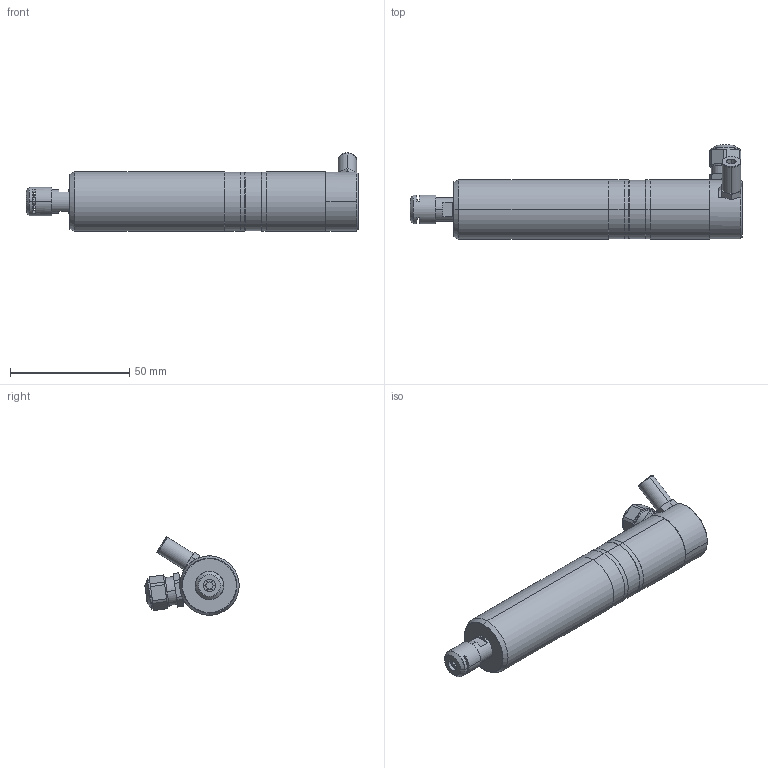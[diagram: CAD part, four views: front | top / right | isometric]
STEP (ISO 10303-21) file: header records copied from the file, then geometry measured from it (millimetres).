
FILE_DESCRIPTION (( 'STEP AP203' ), '1' );
FILE_NAME ('025S100ES-00-.STEP', '2012-04-24T11:08:08', ( 'FM10CAD1' ), ( 'IBAG Switzerland AG' ), 'SwSTEP 2.0', 'SolidWorks 2010', '' );
FILE_SCHEMA (( 'CONFIG_CONTROL_DESIGN' ));
Length unit declared in the file: millimetre
Products named in the file (1): 025S100ES-00-
Bounding box: 139.48 x 39.65 x 33.04 mm (x, y, z)
Surface area: 15112.8 mm2 (no closed solid volume)
Topology: 0 solids, 19 shells, 216 faces, 665 edges, 458 vertices
Faces by surface type: plane 95, cylinder 72, cone 33, torus 16
Entity records: 7662 total; most frequent: CARTESIAN_POINT 1540, DIRECTION 1373, ORIENTED_EDGE 1088, EDGE_CURVE 661, AXIS2_PLACEMENT_3D 535, VERTEX_POINT 458, CIRCLE 318, VECTOR 303
